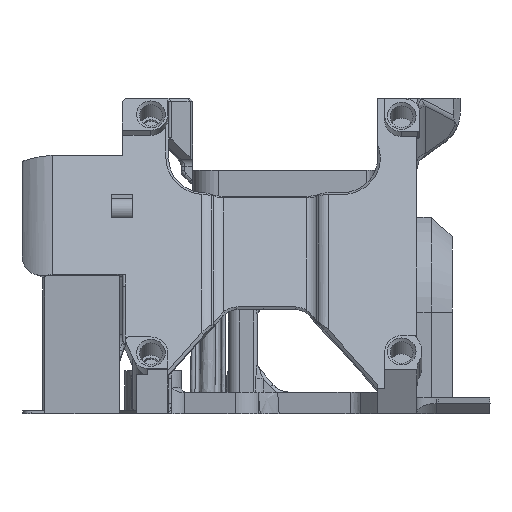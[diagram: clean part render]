
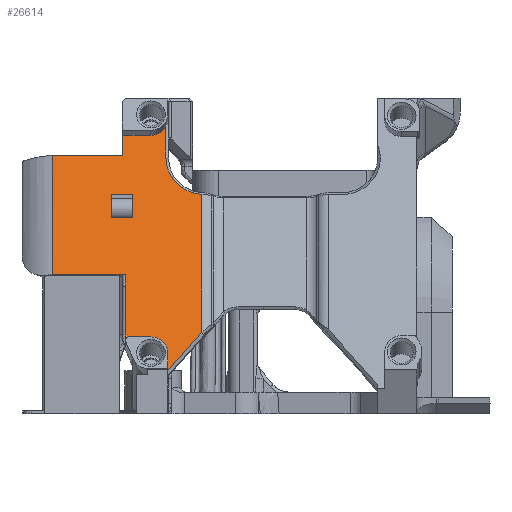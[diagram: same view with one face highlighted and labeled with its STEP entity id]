
A CAD part, left-side view. The second image highlights one B-rep face of the part: STEP entity #26614.
In plain terms, the highlighted planar face has unit normal (-0.94, 0, 0.342).
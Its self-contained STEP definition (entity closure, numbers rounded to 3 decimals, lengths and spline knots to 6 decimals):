
#1003=B_SPLINE_CURVE_WITH_KNOTS('',3,(#41381,#41382,#41383,#41384),
 .UNSPECIFIED.,.F.,.F.,(4,4),(0.,0.06),.UNSPECIFIED.);
#1004=B_SPLINE_CURVE_WITH_KNOTS('',3,(#41394,#41395,#41396,#41397),
 .UNSPECIFIED.,.F.,.F.,(4,4),(0.020289,0.022037),
 .UNSPECIFIED.);
#2062=PLANE('',#28538);
#3047=LINE('',#41350,#4846);
#3048=LINE('',#41353,#4847);
#3049=LINE('',#41355,#4848);
#3050=LINE('',#41357,#4849);
#3051=LINE('',#41358,#4850);
#3052=LINE('',#41363,#4851);
#3053=LINE('',#41367,#4852);
#3054=LINE('',#41369,#4853);
#3055=LINE('',#41371,#4854);
#3056=LINE('',#41375,#4855);
#3057=LINE('',#41379,#4856);
#3058=LINE('',#41386,#4857);
#3059=LINE('',#41388,#4858);
#3060=LINE('',#41390,#4859);
#3061=LINE('',#41392,#4860);
#4846=VECTOR('',#32312,1.);
#4847=VECTOR('',#32313,1.);
#4848=VECTOR('',#32314,1.);
#4849=VECTOR('',#32315,1.);
#4850=VECTOR('',#32316,1.);
#4851=VECTOR('',#32319,1.);
#4852=VECTOR('',#32322,1.);
#4853=VECTOR('',#32323,1.);
#4854=VECTOR('',#32324,1.);
#4855=VECTOR('',#32327,1.);
#4856=VECTOR('',#32330,1.);
#4857=VECTOR('',#32331,1.);
#4858=VECTOR('',#32332,1.);
#4859=VECTOR('',#32333,1.);
#4860=VECTOR('',#32334,1.);
#8098=ORIENTED_EDGE('',*,*,#15605,.F.);
#8099=ORIENTED_EDGE('',*,*,#15606,.T.);
#8100=ORIENTED_EDGE('',*,*,#15607,.T.);
#8101=ORIENTED_EDGE('',*,*,#15608,.T.);
#8102=ORIENTED_EDGE('',*,*,#15609,.T.);
#8103=ORIENTED_EDGE('',*,*,#15610,.F.);
#8104=ORIENTED_EDGE('',*,*,#15611,.T.);
#8105=ORIENTED_EDGE('',*,*,#15612,.F.);
#8106=ORIENTED_EDGE('',*,*,#15613,.F.);
#8107=ORIENTED_EDGE('',*,*,#15614,.T.);
#8108=ORIENTED_EDGE('',*,*,#15615,.T.);
#8109=ORIENTED_EDGE('',*,*,#15616,.T.);
#8110=ORIENTED_EDGE('',*,*,#15617,.T.);
#8111=ORIENTED_EDGE('',*,*,#15618,.F.);
#8112=ORIENTED_EDGE('',*,*,#15619,.F.);
#8113=ORIENTED_EDGE('',*,*,#15620,.F.);
#8114=ORIENTED_EDGE('',*,*,#15621,.F.);
#8115=ORIENTED_EDGE('',*,*,#15622,.F.);
#8116=ORIENTED_EDGE('',*,*,#15623,.F.);
#8117=ORIENTED_EDGE('',*,*,#15624,.F.);
#8118=ORIENTED_EDGE('',*,*,#15625,.T.);
#15605=EDGE_CURVE('',#19455,#19456,#3047,.T.);
#15606=EDGE_CURVE('',#19455,#19457,#3048,.T.);
#15607=EDGE_CURVE('',#19457,#19458,#3049,.T.);
#15608=EDGE_CURVE('',#19458,#19456,#3050,.T.);
#15609=EDGE_CURVE('',#19459,#19460,#3051,.F.);
#15610=EDGE_CURVE('',#19461,#19460,#21539,.F.);
#15611=EDGE_CURVE('',#19461,#19462,#3052,.T.);
#15612=EDGE_CURVE('',#19463,#19462,#21540,.T.);
#15613=EDGE_CURVE('',#19464,#19463,#3053,.T.);
#15614=EDGE_CURVE('',#19464,#19465,#3054,.T.);
#15615=EDGE_CURVE('',#19465,#19466,#3055,.T.);
#15616=EDGE_CURVE('',#19466,#19467,#21541,.T.);
#15617=EDGE_CURVE('',#19467,#19468,#3056,.T.);
#15618=EDGE_CURVE('',#19469,#19468,#21542,.T.);
#15619=EDGE_CURVE('',#19470,#19469,#3057,.T.);
#15620=EDGE_CURVE('',#19471,#19470,#1003,.F.);
#15621=EDGE_CURVE('',#19472,#19471,#3058,.T.);
#15622=EDGE_CURVE('',#19473,#19472,#3059,.T.);
#15623=EDGE_CURVE('',#19474,#19473,#3060,.T.);
#15624=EDGE_CURVE('',#19475,#19474,#3061,.T.);
#15625=EDGE_CURVE('',#19475,#19459,#1004,.T.);
#19455=VERTEX_POINT('',#41351);
#19456=VERTEX_POINT('',#41352);
#19457=VERTEX_POINT('',#41354);
#19458=VERTEX_POINT('',#41356);
#19459=VERTEX_POINT('',#41359);
#19460=VERTEX_POINT('',#41360);
#19461=VERTEX_POINT('',#41362);
#19462=VERTEX_POINT('',#41364);
#19463=VERTEX_POINT('',#41366);
#19464=VERTEX_POINT('',#41368);
#19465=VERTEX_POINT('',#41370);
#19466=VERTEX_POINT('',#41372);
#19467=VERTEX_POINT('',#41374);
#19468=VERTEX_POINT('',#41376);
#19469=VERTEX_POINT('',#41378);
#19470=VERTEX_POINT('',#41380);
#19471=VERTEX_POINT('',#41385);
#19472=VERTEX_POINT('',#41387);
#19473=VERTEX_POINT('',#41389);
#19474=VERTEX_POINT('',#41391);
#19475=VERTEX_POINT('',#41393);
#21539=CIRCLE('',#28539,0.0005);
#21540=CIRCLE('',#28540,0.00235);
#21541=CIRCLE('',#28541,0.0054);
#21542=CIRCLE('',#28542,0.00235);
#22660=EDGE_LOOP('',(#8098,#8099,#8100,#8101));
#22661=EDGE_LOOP('',(#8102,#8103,#8104,#8105,#8106,#8107,#8108,#8109,#8110,
#8111,#8112,#8113,#8114,#8115,#8116,#8117,#8118));
#24370=FACE_BOUND('',#22660,.T.);
#24371=FACE_BOUND('',#22661,.T.);
#26614=ADVANCED_FACE('',(#24370,#24371),#2062,.T.);
#28538=AXIS2_PLACEMENT_3D('',#41349,#32310,#32311);
#28539=AXIS2_PLACEMENT_3D('',#41361,#32317,#32318);
#28540=AXIS2_PLACEMENT_3D('',#41365,#32320,#32321);
#28541=AXIS2_PLACEMENT_3D('',#41373,#32325,#32326);
#28542=AXIS2_PLACEMENT_3D('',#41377,#32328,#32329);
#32310=DIRECTION('',(-0.94,0.,0.342));
#32311=DIRECTION('',(-0.342,0.,-0.94));
#32312=DIRECTION('',(0.342,0.,0.94));
#32313=DIRECTION('',(0.,1.,0.));
#32314=DIRECTION('',(0.342,0.,0.94));
#32315=DIRECTION('',(0.,-1.,0.));
#32316=DIRECTION('',(0.342,0.,0.94));
#32317=DIRECTION('',(0.94,0.,-0.342));
#32318=DIRECTION('',(0.342,0.,0.94));
#32319=DIRECTION('',(0.,-1.,0.));
#32320=DIRECTION('',(-0.94,0.,0.342));
#32321=DIRECTION('',(-0.342,0.,-0.94));
#32322=DIRECTION('',(0.342,0.,0.94));
#32323=DIRECTION('',(0.262,-0.643,0.72));
#32324=DIRECTION('',(0.342,0.,0.94));
#32325=DIRECTION('',(0.94,0.,-0.342));
#32326=DIRECTION('',(0.342,0.,0.94));
#32327=DIRECTION('',(0.342,0.,0.94));
#32328=DIRECTION('',(-0.94,0.,0.342));
#32329=DIRECTION('',(-0.342,0.,-0.94));
#32330=DIRECTION('',(0.,-1.,0.));
#32331=DIRECTION('',(0.342,0.,0.94));
#32332=DIRECTION('',(0.,-1.,0.));
#32333=DIRECTION('',(0.342,0.,0.94));
#32334=DIRECTION('',(0.,1.,0.));
#41349=CARTESIAN_POINT('',(-0.143233,0.143625,0.007513));
#41350=CARTESIAN_POINT('',(-0.143233,0.146125,0.007513));
#41351=CARTESIAN_POINT('',(-0.136025,0.146125,0.027318));
#41352=CARTESIAN_POINT('',(-0.134842,0.146125,0.03057));
#41353=CARTESIAN_POINT('',(-0.136025,0.149125,0.027318));
#41354=CARTESIAN_POINT('',(-0.136025,0.149125,0.027318));
#41355=CARTESIAN_POINT('',(-0.143233,0.149125,0.007513));
#41356=CARTESIAN_POINT('',(-0.134842,0.149125,0.03057));
#41357=CARTESIAN_POINT('',(-0.134842,0.146125,0.03057));
#41358=CARTESIAN_POINT('',(-0.143233,0.147174,0.007513));
#41359=CARTESIAN_POINT('',(-0.139495,0.147174,0.017785));
#41360=CARTESIAN_POINT('',(-0.142438,0.147174,0.009699));
#41361=CARTESIAN_POINT('',(-0.142498,0.146706,0.009534));
#41362=CARTESIAN_POINT('',(-0.142327,0.146706,0.010004));
#41363=CARTESIAN_POINT('',(-0.142327,0.143625,0.010004));
#41364=CARTESIAN_POINT('',(-0.142327,0.143625,0.010004));
#41365=CARTESIAN_POINT('',(-0.143131,0.143625,0.007795));
#41366=CARTESIAN_POINT('',(-0.143131,0.141275,0.007795));
#41367=CARTESIAN_POINT('',(-0.130237,0.141275,0.043222));
#41368=CARTESIAN_POINT('',(-0.143766,0.141275,0.006051));
#41369=CARTESIAN_POINT('',(-0.143849,0.14148,0.005822));
#41370=CARTESIAN_POINT('',(-0.141835,0.136539,0.011354));
#41371=CARTESIAN_POINT('',(-0.143233,0.136539,0.007513));
#41372=CARTESIAN_POINT('',(-0.134831,0.136539,0.0306));
#41373=CARTESIAN_POINT('',(-0.132989,0.136125,0.035659));
#41374=CARTESIAN_POINT('',(-0.132989,0.141525,0.035659));
#41375=CARTESIAN_POINT('',(-0.143233,0.141525,0.007513));
#41376=CARTESIAN_POINT('',(-0.131384,0.141525,0.040069));
#41377=CARTESIAN_POINT('',(-0.131023,0.143625,0.04106));
#41378=CARTESIAN_POINT('',(-0.131827,0.143625,0.038852));
#41379=CARTESIAN_POINT('',(-0.131827,0.143625,0.038852));
#41380=CARTESIAN_POINT('',(-0.131827,0.146125,0.038852));
#41381=CARTESIAN_POINT('',(-0.131827,0.146125,0.038852));
#41382=CARTESIAN_POINT('',(-0.131827,0.146625,0.038852));
#41383=CARTESIAN_POINT('',(-0.131827,0.147125,0.038852));
#41384=CARTESIAN_POINT('',(-0.131827,0.147625,0.038852));
#41385=CARTESIAN_POINT('',(-0.131827,0.147625,0.038852));
#41386=CARTESIAN_POINT('',(-0.143233,0.147625,0.007513));
#41387=CARTESIAN_POINT('',(-0.132846,0.147625,0.036052));
#41388=CARTESIAN_POINT('',(-0.132846,0.147125,0.036052));
#41389=CARTESIAN_POINT('',(-0.132846,0.157406,0.036052));
#41390=CARTESIAN_POINT('',(-0.138898,0.157406,0.019425));
#41391=CARTESIAN_POINT('',(-0.138898,0.157406,0.019425));
#41392=CARTESIAN_POINT('',(-0.138898,0.147125,0.019425));
#41393=CARTESIAN_POINT('',(-0.138898,0.147223,0.019425));
#41394=CARTESIAN_POINT('',(-0.138898,0.147223,0.019425));
#41395=CARTESIAN_POINT('',(-0.139097,0.147213,0.018878));
#41396=CARTESIAN_POINT('',(-0.139295,0.147174,0.018333));
#41397=CARTESIAN_POINT('',(-0.139495,0.147174,0.017785));
